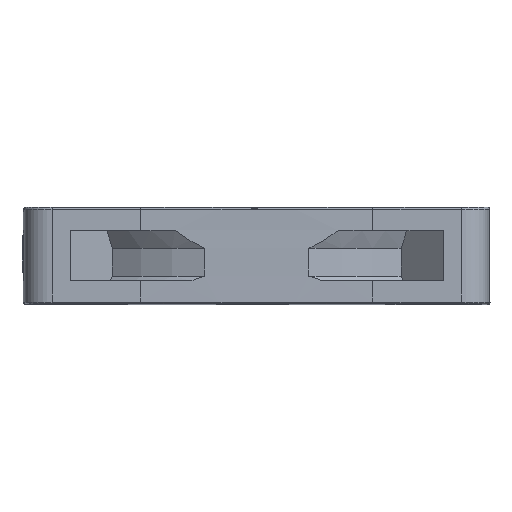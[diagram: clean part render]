
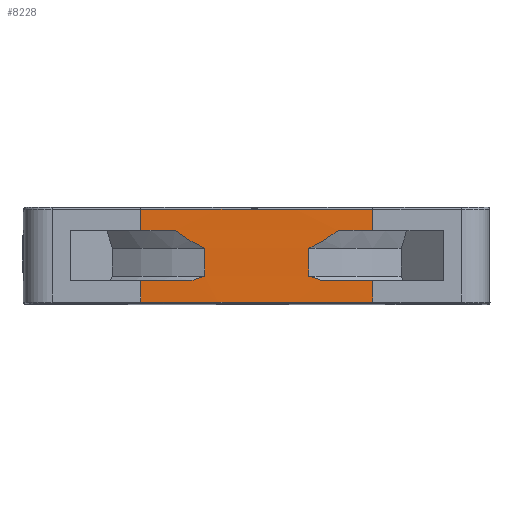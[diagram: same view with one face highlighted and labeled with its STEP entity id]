
A CAD part, top view. The second image highlights one B-rep face of the part: STEP entity #8228.
In plain terms, the highlighted cylindrical face has radius 781.3 mm (diameter 1562.6 mm), a partial arc.
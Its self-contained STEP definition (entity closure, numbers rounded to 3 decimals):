
#45=CARTESIAN_POINT('',(0.,-2.5,-756.2));
#46=DIRECTION('',(0.,-1.,0.));
#47=DIRECTION('',(0.016,0.,1.));
#48=AXIS2_PLACEMENT_3D('',#45,#46,#47);
#88=CARTESIAN_POINT('',(0.,-2.5,-756.2));
#89=DIRECTION('',(0.,-1.,0.));
#90=DIRECTION('',(-0.011,0.,1.));
#91=AXIS2_PLACEMENT_3D('',#88,#89,#90);
#1755=CARTESIAN_POINT('',(8.776,-2.5,25.051));
#1756=CARTESIAN_POINT('',(8.414,-2.765,25.055));
#1757=CARTESIAN_POINT('',(7.697,-3.26,25.062));
#1758=CARTESIAN_POINT('',(6.641,-3.902,25.072));
#1759=CARTESIAN_POINT('',(5.952,-4.264,25.077));
#1760=CARTESIAN_POINT('',(5.612,-4.428,25.08));
#1796=CARTESIAN_POINT('',(-5.612,-4.428,
25.08));
#1797=CARTESIAN_POINT('',(-5.952,-4.264,
25.077));
#1798=CARTESIAN_POINT('',(-6.641,-3.902,
25.072));
#1799=CARTESIAN_POINT('',(-7.697,-3.26,
25.062));
#1800=CARTESIAN_POINT('',(-8.414,-2.765,
25.055));
#1801=CARTESIAN_POINT('',(-8.776,-2.5,25.051));
#1847=DIRECTION('',(0.,1.,0.));
#1848=VECTOR('',#1847,2.988);
#1849=CARTESIAN_POINT('',(5.612,-7.416,25.08));
#1850=LINE('',#1849,#1848);
#1888=DIRECTION('',(0.,1.,0.));
#1889=VECTOR('',#1888,2.988);
#1890=CARTESIAN_POINT('',(-5.612,-7.416,
25.08));
#1891=LINE('',#1890,#1889);
#1948=CARTESIAN_POINT('',(7.079,-7.9,25.068));
#1949=CARTESIAN_POINT('',(6.913,-7.839,25.069));
#1950=CARTESIAN_POINT('',(6.582,-7.722,25.072));
#1951=CARTESIAN_POINT('',(6.093,-7.561,25.076));
#1952=CARTESIAN_POINT('',(5.771,-7.463,25.079));
#1953=CARTESIAN_POINT('',(5.612,-7.416,25.08));
#2016=CARTESIAN_POINT('',(-5.612,-7.416,
25.08));
#2017=CARTESIAN_POINT('',(-5.771,-7.463,
25.079));
#2018=CARTESIAN_POINT('',(-6.093,-7.561,
25.076));
#2019=CARTESIAN_POINT('',(-6.582,-7.722,
25.072));
#2020=CARTESIAN_POINT('',(-6.913,-7.839,
25.069));
#2021=CARTESIAN_POINT('',(-7.079,-7.9,25.068));
#2075=CARTESIAN_POINT('',(0.,-7.9,-756.2));
#2076=DIRECTION('',(0.,-1.,0.));
#2077=DIRECTION('',(0.016,0.,1.));
#2078=AXIS2_PLACEMENT_3D('',#2075,#2076,#2077);
#2110=CARTESIAN_POINT('',(0.,-7.9,-756.2));
#2111=DIRECTION('',(0.,-1.,0.));
#2112=DIRECTION('',(-0.009,0.,1.));
#2113=AXIS2_PLACEMENT_3D('',#2110,#2111,#2112);
#2281=DIRECTION('',(0.,-1.,0.));
#2282=VECTOR('',#2281,2.3);
#2283=CARTESIAN_POINT('',(12.5,-7.9,25.));
#2284=LINE('',#2283,#2282);
#2285=DIRECTION('',(0.,-1.,0.));
#2286=VECTOR('',#2285,2.3);
#2287=CARTESIAN_POINT('',(12.5,-0.2,25.));
#2288=LINE('',#2287,#2286);
#2327=CARTESIAN_POINT('',(0.,-0.2,-756.2));
#2328=DIRECTION('',(0.,-1.,0.));
#2329=DIRECTION('',(0.016,0.,1.));
#2330=AXIS2_PLACEMENT_3D('',#2327,#2328,#2329);
#2337=DIRECTION('',(0.,-1.,0.));
#2338=VECTOR('',#2337,2.3);
#2339=CARTESIAN_POINT('',(-12.5,-7.9,25.));
#2340=LINE('',#2339,#2338);
#2341=DIRECTION('',(0.,-1.,0.));
#2342=VECTOR('',#2341,2.3);
#2343=CARTESIAN_POINT('',(-12.5,-0.2,25.));
#2344=LINE('',#2343,#2342);
#2370=CARTESIAN_POINT('',(0.,-10.2,-756.2));
#2371=DIRECTION('',(0.,1.,0.));
#2372=DIRECTION('',(-0.016,0.,1.));
#2373=AXIS2_PLACEMENT_3D('',#2370,#2371,#2372);
#4469=CARTESIAN_POINT('',(12.5,-2.5,25.));
#4470=CARTESIAN_POINT('',(8.776,-2.5,25.051));
#4471=VERTEX_POINT('',#4469);
#4472=VERTEX_POINT('',#4470);
#4473=CARTESIAN_POINT('',(-8.776,-2.5,25.051));
#4474=CARTESIAN_POINT('',(-12.5,-2.5,25.));
#4475=VERTEX_POINT('',#4473);
#4476=VERTEX_POINT('',#4474);
#4477=VERTEX_POINT('',#1760);
#4478=VERTEX_POINT('',#1796);
#4479=CARTESIAN_POINT('',(5.612,-7.416,25.08));
#4480=VERTEX_POINT('',#4479);
#4481=CARTESIAN_POINT('',(-5.612,-7.416,
25.08));
#4482=VERTEX_POINT('',#4481);
#4483=VERTEX_POINT('',#1948);
#4484=VERTEX_POINT('',#2021);
#4485=CARTESIAN_POINT('',(12.5,-7.9,25.));
#4486=VERTEX_POINT('',#4485);
#4487=CARTESIAN_POINT('',(-12.5,-7.9,25.));
#4488=VERTEX_POINT('',#4487);
#4784=CARTESIAN_POINT('',(-12.5,-0.2,25.));
#4785=VERTEX_POINT('',#4784);
#4788=CARTESIAN_POINT('',(12.5,-0.2,25.));
#4789=VERTEX_POINT('',#4788);
#4896=CARTESIAN_POINT('',(12.5,-10.2,25.));
#4897=VERTEX_POINT('',#4896);
#4900=CARTESIAN_POINT('',(-12.5,-10.2,25.));
#4901=VERTEX_POINT('',#4900);
#8202=CARTESIAN_POINT('',(0.,0.,-756.2));
#8203=DIRECTION('',(0.,-1.,0.));
#8204=DIRECTION('',(1.,0.,0.));
#8205=AXIS2_PLACEMENT_3D('',#8202,#8203,#8204);
#8206=CYLINDRICAL_SURFACE('',#8205,781.3);
#8207=ORIENTED_EDGE('',*,*,#8194,.F.);
#8208=ORIENTED_EDGE('',*,*,#8168,.T.);
#8209=ORIENTED_EDGE('',*,*,#5706,.T.);
#8210=ORIENTED_EDGE('',*,*,#7560,.T.);
#8211=ORIENTED_EDGE('',*,*,#7681,.F.);
#8212=ORIENTED_EDGE('',*,*,#7798,.F.);
#8213=ORIENTED_EDGE('',*,*,#7914,.F.);
#8214=ORIENTED_EDGE('',*,*,#8162,.T.);
#8216=ORIENTED_EDGE('',*,*,#8215,.F.);
#8218=ORIENTED_EDGE('',*,*,#8217,.F.);
#8219=ORIENTED_EDGE('',*,*,#7955,.F.);
#8220=ORIENTED_EDGE('',*,*,#7856,.F.);
#8221=ORIENTED_EDGE('',*,*,#7739,.T.);
#8222=ORIENTED_EDGE('',*,*,#7603,.T.);
#8223=ORIENTED_EDGE('',*,*,#5754,.T.);
#8225=ORIENTED_EDGE('',*,*,#8224,.F.);
#8226=EDGE_LOOP('',(#8207,#8208,#8209,#8210,#8211,#8212,#8213,#8214,#8216,#8218,
#8219,#8220,#8221,#8222,#8223,#8225));
#8227=FACE_OUTER_BOUND('',#8226,.F.);
#8228=ADVANCED_FACE('',(#8227),#8206,.T.);
#49=CIRCLE('',#48,781.3);
#92=CIRCLE('',#91,781.3);
#1761=B_SPLINE_CURVE_WITH_KNOTS('',3,(#1755,#1756,#1757,#1758,#1759,#1760),
.UNSPECIFIED.,.F.,.F.,(4,1,1,4),(0.,0.333,0.667,1.),
.UNSPECIFIED.);
#1802=B_SPLINE_CURVE_WITH_KNOTS('',3,(#1796,#1797,#1798,#1799,#1800,#1801),
.UNSPECIFIED.,.F.,.F.,(4,1,1,4),(0.,0.333,0.667,1.),
.UNSPECIFIED.);
#1954=B_SPLINE_CURVE_WITH_KNOTS('',3,(#1948,#1949,#1950,#1951,#1952,#1953),
.UNSPECIFIED.,.F.,.F.,(4,1,1,4),(0.,0.333,0.667,1.),
.UNSPECIFIED.);
#2022=B_SPLINE_CURVE_WITH_KNOTS('',3,(#2016,#2017,#2018,#2019,#2020,#2021),
.UNSPECIFIED.,.F.,.F.,(4,1,1,4),(0.,0.333,0.667,1.),
.UNSPECIFIED.);
#2079=CIRCLE('',#2078,781.3);
#2114=CIRCLE('',#2113,781.3);
#2331=CIRCLE('',#2330,781.3);
#2374=CIRCLE('',#2373,781.3);
#5706=EDGE_CURVE('',#4471,#4472,#49,.T.);
#5754=EDGE_CURVE('',#4475,#4476,#92,.T.);
#7560=EDGE_CURVE('',#4472,#4477,#1761,.T.);
#7603=EDGE_CURVE('',#4478,#4475,#1802,.T.);
#7681=EDGE_CURVE('',#4480,#4477,#1850,.T.);
#7739=EDGE_CURVE('',#4482,#4478,#1891,.T.);
#7798=EDGE_CURVE('',#4483,#4480,#1954,.T.);
#7856=EDGE_CURVE('',#4482,#4484,#2022,.T.);
#7914=EDGE_CURVE('',#4486,#4483,#2079,.T.);
#7955=EDGE_CURVE('',#4484,#4488,#2114,.T.);
#8162=EDGE_CURVE('',#4486,#4897,#2284,.T.);
#8168=EDGE_CURVE('',#4789,#4471,#2288,.T.);
#8194=EDGE_CURVE('',#4789,#4785,#2331,.T.);
#8215=EDGE_CURVE('',#4901,#4897,#2374,.T.);
#8217=EDGE_CURVE('',#4488,#4901,#2340,.T.);
#8224=EDGE_CURVE('',#4785,#4476,#2344,.T.);
